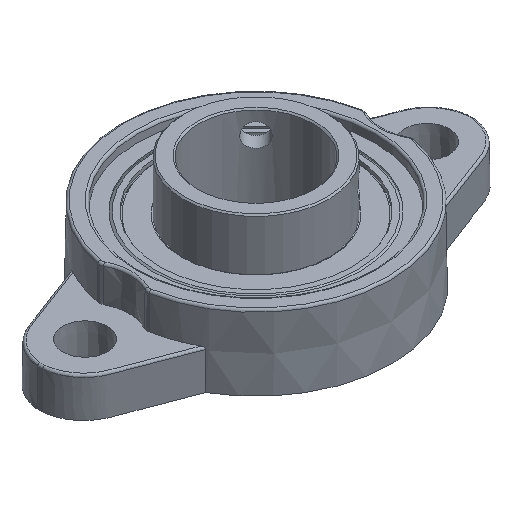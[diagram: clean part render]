
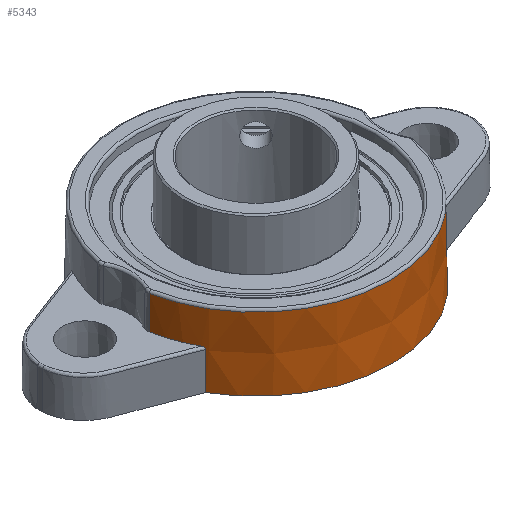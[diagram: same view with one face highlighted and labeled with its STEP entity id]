
A CAD part, isometric view. The second image highlights one B-rep face of the part: STEP entity #5343.
In plain terms, the highlighted conical face has half-angle 1 degrees and reference radius 29.463 mm.
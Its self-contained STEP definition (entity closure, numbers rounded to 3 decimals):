
#24=LINE($,#9113,#604);
#25=LINE($,#9117,#605);
#604=VECTOR($,#6103,7.16);
#605=VECTOR($,#6106,7.16);
#1208=B_SPLINE_CURVE_WITH_KNOTS($,3,(#8485,#8486,#8487,#8488,#8489,#8490,
#8491,#8492,#8493,#8494,#8495,#8496),.UNSPECIFIED.,.F.,.F.,(4,2,2,2,2,4),
(0.,0.01,0.022,0.041,
0.065,0.085),.UNSPECIFIED.);
#1217=B_SPLINE_CURVE_WITH_KNOTS($,3,(#9121,#9122,#9123,#9124,#9125,#9126,
#9127,#9128,#9129,#9130,#9131,#9132),.UNSPECIFIED.,.F.,.F.,(4,2,2,2,2,4),
(0.,0.027,0.059,0.085,
0.101,0.114),.UNSPECIFIED.);
#1218=B_SPLINE_CURVE_WITH_KNOTS($,3,(#9133,#9134,#9135,#9136),
 .UNSPECIFIED.,.F.,.F.,(4,4),(0.,1.),.UNSPECIFIED.);
#1219=B_SPLINE_CURVE_WITH_KNOTS($,3,(#9137,#9138,#9139,#9140),
 .UNSPECIFIED.,.F.,.F.,(4,4),(0.,1.),.UNSPECIFIED.);
#1294=CONICAL_SURFACE($,#5669,29.463,1.);
#1393=FACE_OUTER_BOUND($,#1709,.T.);
#1709=EDGE_LOOP($,(#3439,#3440,#3441,#3442,#3443,#3444,#3445,#3446,#3447,
#3448));
#2000=CIRCLE($,#5650,29.6);
#2010=CIRCLE($,#5662,29.452);
#2016=CIRCLE($,#5670,29.327);
#2017=CIRCLE($,#5671,29.452);
#2104=VERTEX_POINT($,#7550);
#2105=VERTEX_POINT($,#7574);
#2111=VERTEX_POINT($,#7610);
#2117=VERTEX_POINT($,#8225);
#2118=VERTEX_POINT($,#8484);
#2127=VERTEX_POINT($,#9112);
#2128=VERTEX_POINT($,#9114);
#2129=VERTEX_POINT($,#9116);
#2130=VERTEX_POINT($,#9118);
#2131=VERTEX_POINT($,#9120);
#2612=EDGE_CURVE($,#2104,#2105,#2000,.T.);
#2625=EDGE_CURVE($,#2111,#2117,#2010,.T.);
#2626=EDGE_CURVE($,#2118,#2111,#1208,.T.);
#2642=EDGE_CURVE($,#2117,#2127,#24,.T.);
#2643=EDGE_CURVE($,#2127,#2128,#2016,.T.);
#2644=EDGE_CURVE($,#2129,#2128,#25,.T.);
#2645=EDGE_CURVE($,#2130,#2129,#2017,.T.);
#2646=EDGE_CURVE($,#2130,#2131,#1217,.T.);
#2647=EDGE_CURVE($,#2131,#2105,#1218,.T.);
#2648=EDGE_CURVE($,#2118,#2104,#1219,.T.);
#3439=ORIENTED_EDGE($,*,*,#2625,.T.);
#3440=ORIENTED_EDGE($,*,*,#2642,.T.);
#3441=ORIENTED_EDGE($,*,*,#2643,.T.);
#3442=ORIENTED_EDGE($,*,*,#2644,.F.);
#3443=ORIENTED_EDGE($,*,*,#2645,.F.);
#3444=ORIENTED_EDGE($,*,*,#2646,.T.);
#3445=ORIENTED_EDGE($,*,*,#2647,.T.);
#3446=ORIENTED_EDGE($,*,*,#2612,.F.);
#3447=ORIENTED_EDGE($,*,*,#2648,.F.);
#3448=ORIENTED_EDGE($,*,*,#2626,.T.);
#5343=ADVANCED_FACE($,(#1393),#1294,.T.);
#5650=AXIS2_PLACEMENT_3D($,#7575,#6061,#6062);
#5662=AXIS2_PLACEMENT_3D($,#8227,#6085,#6086);
#5669=AXIS2_PLACEMENT_3D($,#9111,#6101,#6102);
#5670=AXIS2_PLACEMENT_3D($,#9115,#6104,#6105);
#5671=AXIS2_PLACEMENT_3D($,#9119,#6107,#6108);
#6061=DIRECTION('center_axis',(0.,0.,-1.));
#6062=DIRECTION('ref_axis',(0.867,-0.498,0.));
#6085=DIRECTION('center_axis',(0.,0.,1.));
#6086=DIRECTION('ref_axis',(0.88,-0.474,0.));
#6101=DIRECTION('center_axis',(0.,0.,-1.));
#6102=DIRECTION('ref_axis',(0.,-1.,0.));
#6103=DIRECTION($,(-0.017,0.003,1.));
#6104=DIRECTION('center_axis',(0.,0.,-1.));
#6105=DIRECTION('ref_axis',(0.982,-0.19,0.));
#6106=DIRECTION($,(0.017,0.003,1.));
#6107=DIRECTION('center_axis',(0.,0.,-1.));
#6108=DIRECTION('ref_axis',(-0.88,-0.474,0.));
#7550=CARTESIAN_POINT('',(25.663,-14.75,-8.05));
#7574=CARTESIAN_POINT('',(-25.663,-14.75,-8.05));
#7575=CARTESIAN_POINT('Origin',(0.,0.,-8.05));
#7610=CARTESIAN_POINT('',(25.931,-13.963,0.45));
#8225=CARTESIAN_POINT('',(28.913,-5.607,0.45));
#8227=CARTESIAN_POINT('Origin',(0.,0.,0.45));
#8484=CARTESIAN_POINT('',(25.567,-14.637,-0.041));
#8485=CARTESIAN_POINT('Ctrl Pts',(25.567,-14.637,-0.041));
#8486=CARTESIAN_POINT('Ctrl Pts',(25.566,-14.637,-0.007));
#8487=CARTESIAN_POINT('Ctrl Pts',(25.569,-14.631,0.026));
#8488=CARTESIAN_POINT('Ctrl Pts',(25.579,-14.611,0.094));
#8489=CARTESIAN_POINT('Ctrl Pts',(25.587,-14.596,0.128));
#8490=CARTESIAN_POINT('Ctrl Pts',(25.615,-14.543,0.213));
#8491=CARTESIAN_POINT('Ctrl Pts',(25.641,-14.496,0.262));
#8492=CARTESIAN_POINT('Ctrl Pts',(25.709,-14.372,0.354));
#8493=CARTESIAN_POINT('Ctrl Pts',(25.753,-14.291,0.393));
#8494=CARTESIAN_POINT('Ctrl Pts',(25.844,-14.125,0.439));
#8495=CARTESIAN_POINT('Ctrl Pts',(25.888,-14.044,0.45));
#8496=CARTESIAN_POINT('Ctrl Pts',(25.931,-13.963,0.45));
#9111=CARTESIAN_POINT('Origin',(0.,0.,-0.221));
#9112=CARTESIAN_POINT('',(28.79,-5.583,7.609));
#9113=CARTESIAN_POINT($,(28.913,-5.607,0.45));
#9114=CARTESIAN_POINT('',(-28.79,-5.583,7.609));
#9115=CARTESIAN_POINT('Origin',(0.,0.,7.609));
#9116=CARTESIAN_POINT('',(-28.913,-5.607,0.45));
#9117=CARTESIAN_POINT($,(-28.913,-5.607,0.45));
#9118=CARTESIAN_POINT('',(-25.931,-13.963,0.45));
#9119=CARTESIAN_POINT('Origin',(0.,0.,0.45));
#9120=CARTESIAN_POINT('',(-25.567,-14.637,-0.041));
#9121=CARTESIAN_POINT('Ctrl Pts',(-25.931,-13.963,0.45));
#9122=CARTESIAN_POINT('Ctrl Pts',(-25.888,-14.044,0.45));
#9123=CARTESIAN_POINT('Ctrl Pts',(-25.844,-14.125,0.439));
#9124=CARTESIAN_POINT('Ctrl Pts',(-25.753,-14.291,0.393));
#9125=CARTESIAN_POINT('Ctrl Pts',(-25.709,-14.372,0.354));
#9126=CARTESIAN_POINT('Ctrl Pts',(-25.641,-14.496,0.263));
#9127=CARTESIAN_POINT('Ctrl Pts',(-25.615,-14.543,0.213));
#9128=CARTESIAN_POINT('Ctrl Pts',(-25.587,-14.596,0.128));
#9129=CARTESIAN_POINT('Ctrl Pts',(-25.579,-14.611,0.094));
#9130=CARTESIAN_POINT('Ctrl Pts',(-25.569,-14.631,0.026));
#9131=CARTESIAN_POINT('Ctrl Pts',(-25.566,-14.637,-0.007));
#9132=CARTESIAN_POINT('Ctrl Pts',(-25.567,-14.637,-0.041));
#9133=CARTESIAN_POINT('Ctrl Pts',(-25.567,-14.637,-0.041));
#9134=CARTESIAN_POINT('Ctrl Pts',(-25.599,-14.675,-2.711));
#9135=CARTESIAN_POINT('Ctrl Pts',(-25.631,-14.712,-5.38));
#9136=CARTESIAN_POINT('Ctrl Pts',(-25.663,-14.75,-8.05));
#9137=CARTESIAN_POINT('Ctrl Pts',(25.567,-14.637,-0.041));
#9138=CARTESIAN_POINT('Ctrl Pts',(25.599,-14.675,-2.711));
#9139=CARTESIAN_POINT('Ctrl Pts',(25.631,-14.712,-5.38));
#9140=CARTESIAN_POINT('Ctrl Pts',(25.663,-14.75,-8.05));
